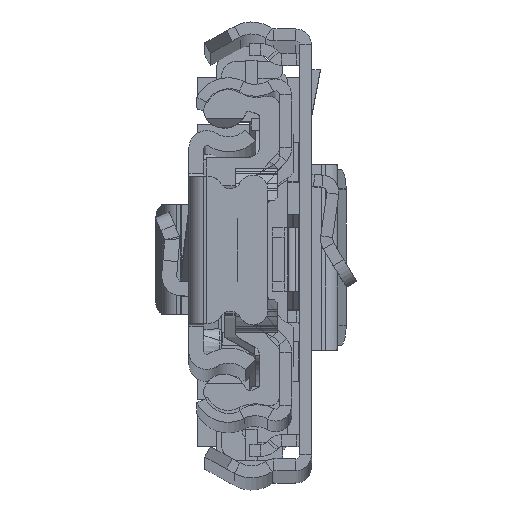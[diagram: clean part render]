
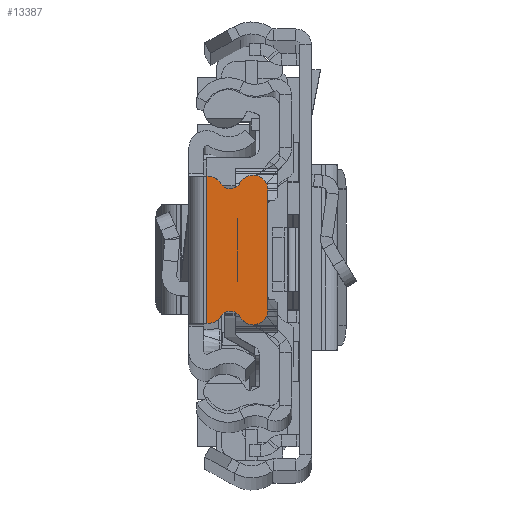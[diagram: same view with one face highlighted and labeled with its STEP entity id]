
A CAD part, top view. The second image highlights one B-rep face of the part: STEP entity #13387.
In plain terms, the highlighted planar face has unit normal (0, 0, 1).
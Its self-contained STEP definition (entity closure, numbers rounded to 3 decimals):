
#242 = ORIENTED_EDGE ( 'NONE', *, *, #27865, .T. ) ;
#295 = VECTOR ( 'NONE', #8528, 1000. ) ;
#554 = DIRECTION ( 'NONE',  ( -1., 0., 0. ) ) ;
#678 = CARTESIAN_POINT ( 'NONE',  ( -7.929, 6., 0. ) ) ;
#1140 = LINE ( 'NONE', #11872, #7811 ) ;
#1446 = DIRECTION ( 'NONE',  ( 0., 0., -1. ) ) ;
#1667 = VERTEX_POINT ( 'NONE', #21935 ) ;
#2135 = EDGE_CURVE ( 'NONE', #5393, #13473, #34555, .T. ) ;
#2161 = VERTEX_POINT ( 'NONE', #11638 ) ;
#2635 = CIRCLE ( 'NONE', #22337, 1.5 ) ;
#2783 = CARTESIAN_POINT ( 'NONE',  ( -1.929, -5.87, 0. ) ) ;
#2911 = EDGE_CURVE ( 'NONE', #1667, #9902, #21556, .T. ) ;
#4699 = ORIENTED_EDGE ( 'NONE', *, *, #32120, .T. ) ;
#5393 = VERTEX_POINT ( 'NONE', #28397 ) ;
#5553 = DIRECTION ( 'NONE',  ( 0., 0., 1. ) ) ;
#5589 = LINE ( 'NONE', #27615, #31066 ) ;
#6347 = ORIENTED_EDGE ( 'NONE', *, *, #23722, .F. ) ;
#6653 = AXIS2_PLACEMENT_3D ( 'NONE', #31366, #16913, #18859 ) ;
#7455 = CIRCLE ( 'NONE', #11371, 1.5 ) ;
#7811 = VECTOR ( 'NONE', #22640, 1000. ) ;
#7988 = ORIENTED_EDGE ( 'NONE', *, *, #11633, .F. ) ;
#8280 = CARTESIAN_POINT ( 'NONE',  ( -5.109, 6.713, 0. ) ) ;
#8528 = DIRECTION ( 'NONE',  ( -1., 0., 0. ) ) ;
#8552 = EDGE_CURVE ( 'NONE', #13463, #20947, #5589, .T. ) ;
#8679 = AXIS2_PLACEMENT_3D ( 'NONE', #17300, #8992, #28203 ) ;
#8992 = DIRECTION ( 'NONE',  ( 0., 0., -1. ) ) ;
#9763 = CIRCLE ( 'NONE', #32277, 1.1 ) ;
#9902 = VERTEX_POINT ( 'NONE', #33934 ) ;
#10242 = DIRECTION ( 'NONE',  ( 0., 0., 1. ) ) ;
#10735 = PLANE ( 'NONE',  #6653 ) ;
#11124 = CIRCLE ( 'NONE', #19027, 1.5 ) ;
#11371 = AXIS2_PLACEMENT_3D ( 'NONE', #13415, #10242, #13241 ) ;
#11633 = EDGE_CURVE ( 'NONE', #2161, #20465, #24900, .T. ) ;
#11638 = CARTESIAN_POINT ( 'NONE',  ( -1.75, -7.37, 0. ) ) ;
#11872 = CARTESIAN_POINT ( 'NONE',  ( -1.75, 0., 0. ) ) ;
#11883 = ORIENTED_EDGE ( 'NONE', *, *, #17906, .T. ) ;
#11947 = AXIS2_PLACEMENT_3D ( 'NONE', #24341, #21723, #554 ) ;
#13028 = ORIENTED_EDGE ( 'NONE', *, *, #28013, .T. ) ;
#13241 = DIRECTION ( 'NONE',  ( 1., 0., 0. ) ) ;
#13387 = ADVANCED_FACE ( 'NONE', ( #18511 ), #10735, .T. ) ;
#13415 = CARTESIAN_POINT ( 'NONE',  ( -6.429, -6., 0. ) ) ;
#13463 = VERTEX_POINT ( 'NONE', #678 ) ;
#13473 = VERTEX_POINT ( 'NONE', #8280 ) ;
#13645 = CARTESIAN_POINT ( 'NONE',  ( -6.429, 6., 0. ) ) ;
#13686 = DIRECTION ( 'NONE',  ( 0., -1., 0. ) ) ;
#13876 = CARTESIAN_POINT ( 'NONE',  ( -5.109, -6.713, 0. ) ) ;
#16483 = DIRECTION ( 'NONE',  ( -1., 0., 0. ) ) ;
#16913 = DIRECTION ( 'NONE',  ( 0., 0., 1. ) ) ;
#17263 = DIRECTION ( 'NONE',  ( 1., 0., 0. ) ) ;
#17300 = CARTESIAN_POINT ( 'NONE',  ( -4.142, 7.236, 0. ) ) ;
#17906 = EDGE_CURVE ( 'NONE', #23038, #21357, #9763, .T. ) ;
#18511 = FACE_OUTER_BOUND ( 'NONE', #31683, .T. ) ;
#18661 = DIRECTION ( 'NONE',  ( 0., 0., 1. ) ) ;
#18859 = DIRECTION ( 'NONE',  ( 1., 0., 0. ) ) ;
#19027 = AXIS2_PLACEMENT_3D ( 'NONE', #2783, #18661, #29561 ) ;
#19679 = ORIENTED_EDGE ( 'NONE', *, *, #2135, .T. ) ;
#19966 = DIRECTION ( 'NONE',  ( -1., 0., 0. ) ) ;
#20465 = VERTEX_POINT ( 'NONE', #26990 ) ;
#20947 = VERTEX_POINT ( 'NONE', #30087 ) ;
#21357 = VERTEX_POINT ( 'NONE', #23786 ) ;
#21556 = LINE ( 'NONE', #29458, #21704 ) ;
#21704 = VECTOR ( 'NONE', #17263, 1000. ) ;
#21723 = DIRECTION ( 'NONE',  ( 0., 0., 1. ) ) ;
#21935 = CARTESIAN_POINT ( 'NONE',  ( -1.929, 7.37, 0. ) ) ;
#22337 = AXIS2_PLACEMENT_3D ( 'NONE', #13645, #5553, #16483 ) ;
#22640 = DIRECTION ( 'NONE',  ( 0., -1., 0. ) ) ;
#23038 = VERTEX_POINT ( 'NONE', #13876 ) ;
#23108 = EDGE_CURVE ( 'NONE', #21357, #20465, #11124, .T. ) ;
#23722 = EDGE_CURVE ( 'NONE', #9902, #2161, #1140, .T. ) ;
#23786 = CARTESIAN_POINT ( 'NONE',  ( -3.206, -6.658, 0. ) ) ;
#24341 = CARTESIAN_POINT ( 'NONE',  ( -1.929, 5.87, 0. ) ) ;
#24900 = LINE ( 'NONE', #32648, #295 ) ;
#25188 = ORIENTED_EDGE ( 'NONE', *, *, #8552, .T. ) ;
#25578 = CARTESIAN_POINT ( 'NONE',  ( -4.142, -7.236, 0. ) ) ;
#26990 = CARTESIAN_POINT ( 'NONE',  ( -1.929, -7.37, 0. ) ) ;
#27158 = CIRCLE ( 'NONE', #11947, 1.5 ) ;
#27615 = CARTESIAN_POINT ( 'NONE',  ( -7.929, -6., 0. ) ) ;
#27865 = EDGE_CURVE ( 'NONE', #20947, #23038, #7455, .T. ) ;
#28013 = EDGE_CURVE ( 'NONE', #1667, #5393, #27158, .T. ) ;
#28203 = DIRECTION ( 'NONE',  ( 1., 0., 0. ) ) ;
#28272 = ORIENTED_EDGE ( 'NONE', *, *, #2911, .F. ) ;
#28397 = CARTESIAN_POINT ( 'NONE',  ( -3.206, 6.658, 0. ) ) ;
#29458 = CARTESIAN_POINT ( 'NONE',  ( -1.929, 7.37, 0. ) ) ;
#29561 = DIRECTION ( 'NONE',  ( 1., 0., 0. ) ) ;
#30087 = CARTESIAN_POINT ( 'NONE',  ( -7.929, -6., 0. ) ) ;
#31066 = VECTOR ( 'NONE', #13686, 1000. ) ;
#31366 = CARTESIAN_POINT ( 'NONE',  ( 692.771, 0., 0. ) ) ;
#31683 = EDGE_LOOP ( 'NONE', ( #6347, #28272, #13028, #19679, #4699, #25188, #242, #11883, #34142, #7988 ) ) ;
#32120 = EDGE_CURVE ( 'NONE', #13473, #13463, #2635, .T. ) ;
#32277 = AXIS2_PLACEMENT_3D ( 'NONE', #25578, #1446, #19966 ) ;
#32648 = CARTESIAN_POINT ( 'NONE',  ( -1.929, -7.37, 0. ) ) ;
#33934 = CARTESIAN_POINT ( 'NONE',  ( -1.75, 7.37, 0. ) ) ;
#34142 = ORIENTED_EDGE ( 'NONE', *, *, #23108, .T. ) ;
#34555 = CIRCLE ( 'NONE', #8679, 1.1 ) ;
